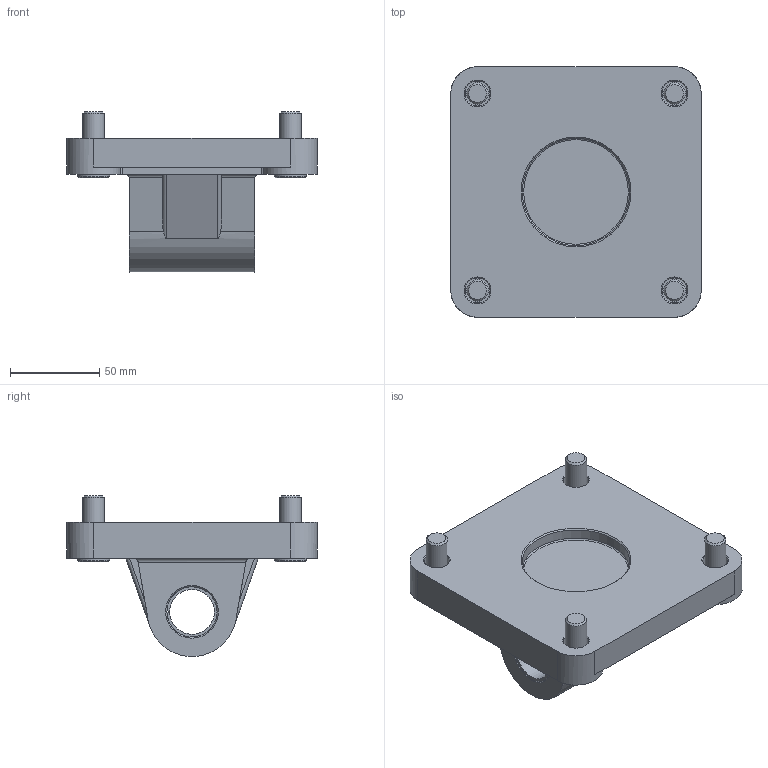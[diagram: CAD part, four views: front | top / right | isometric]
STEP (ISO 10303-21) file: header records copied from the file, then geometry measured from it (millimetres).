
FILE_DESCRIPTION((''),'2;1');
FILE_NAME('CERM125X.stp','2014-09-25T14:43:57',('pc6'),(''),'Autodesk Inventor 2011','Autodesk Inventor 2011','');
FILE_SCHEMA(('AUTOMOTIVE_DESIGN { 1 0 10303 214 1 1 1 1 }'));
Length unit declared in the file: millimetre
Products named in the file (4): CERM125X; CERM125X_1; BUSSOLA_CERF125X; VM1225
Assembly tree (7 placements, depth 2):
  CERM125X
    CERM125X_1
    BUSSOLA_CERF125X  x2
    VM1225  x4
Bounding box: 140 x 140 x 89.9 mm (x, y, z)
Volume: 512807 mm3; surface area: 87571.2 mm2
Topology: 7 solids, 7 shells, 301 faces, 757 edges, 494 vertices
Faces by surface type: plane 172, bspline 56, cylinder 41, cone 31, torus 1
Full cylindrical faces by diameter (mm): 12 x4, 14 x4, 18 x4, 20 x4, 28 x1, 60 x1
Entity records: 7517 total; most frequent: CARTESIAN_POINT 2166, ORIENTED_EDGE 1124, DIRECTION 903, EDGE_CURVE 562, VERTEX_POINT 389, VECTOR 339, LINE 339, EDGE_LOOP 295
